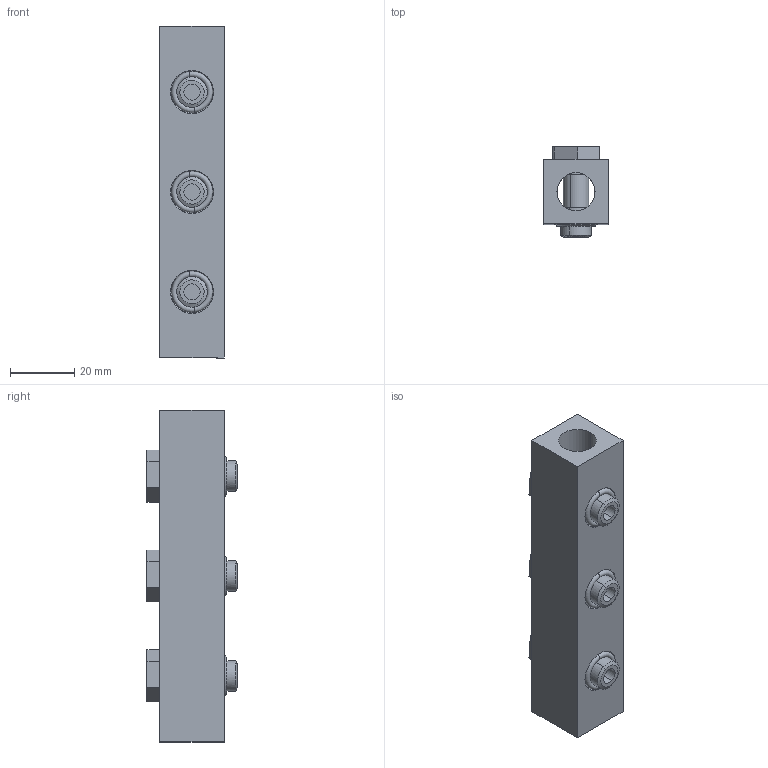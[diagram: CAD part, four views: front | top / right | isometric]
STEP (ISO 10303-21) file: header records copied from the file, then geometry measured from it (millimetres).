
FILE_DESCRIPTION (( 'STEP AP214' ), '1' );
FILE_NAME ('00_137_3.STEP', '2016-01-15T08:32:19', ( '' ), ( '' ), 'SwSTEP 2.0', 'SolidWorks 2016', '' );
FILE_SCHEMA (( 'AUTOMOTIVE_DESIGN' ));
Length unit declared in the file: millimetre
Products named in the file (1): 00_137_3
Bounding box: 20 x 28 x 103 mm (x, y, z)
Volume: 34721.1 mm3; surface area: 19136.5 mm2
Topology: 7 solids, 7 shells, 134 faces, 306 edges, 198 vertices
Faces by surface type: plane 66, cylinder 38, torus 18, cone 12
Entity records: 4122 total; most frequent: DIRECTION 730, CARTESIAN_POINT 639, ORIENTED_EDGE 612, EDGE_CURVE 306, AXIS2_PLACEMENT_3D 289, VERTEX_POINT 198, EDGE_LOOP 154, CIRCLE 154
